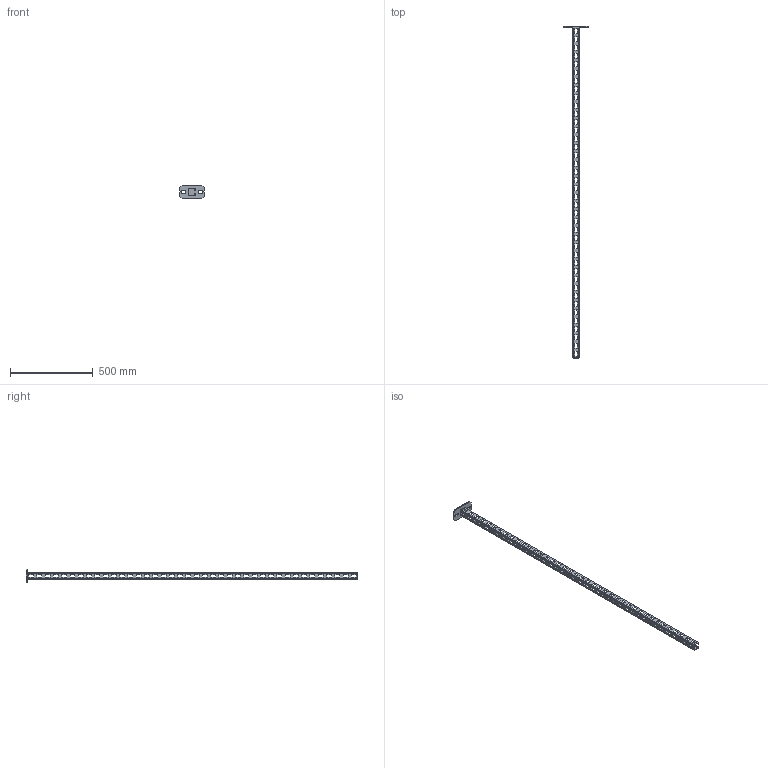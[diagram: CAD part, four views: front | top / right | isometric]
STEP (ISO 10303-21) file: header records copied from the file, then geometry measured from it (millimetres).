
FILE_DESCRIPTION((''),'2;1');
FILE_NAME('750612_ASM','2018-12-11T13:28:24',('tomasz.grudniewski'),(''),'CREO PARAMETRIC BY PTC INC, 2018260','CREO PARAMETRIC BY PTC INC, 2018260','');
FILE_SCHEMA(('CONFIG_CONTROL_DESIGN'));
Length unit declared in the file: millimetre
Products named in the file (3): PODSTAWA_80X150_G6_PRT; WPCW_2000_PRT; 750612_ASM
Assembly tree (2 placements, depth 2):
  750612_ASM
    PODSTAWA_80X150_G6_PRT
    WPCW_2000_PRT
Bounding box: 150 x 2006 x 80 mm (x, y, z)
Volume: 534853.4 mm3; surface area: 524133.9 mm2
Topology: 2 solids, 2 shells, 552 faces, 1596 edges, 1048 vertices
Faces by surface type: plane 536, cylinder 16
Entity records: 18304 total; most frequent: CARTESIAN_POINT 3201, ORIENTED_EDGE 3192, DIRECTION 2742, EDGE_CURVE 1596, VECTOR 1564, LINE 1564, VERTEX_POINT 1048, EDGE_LOOP 796
